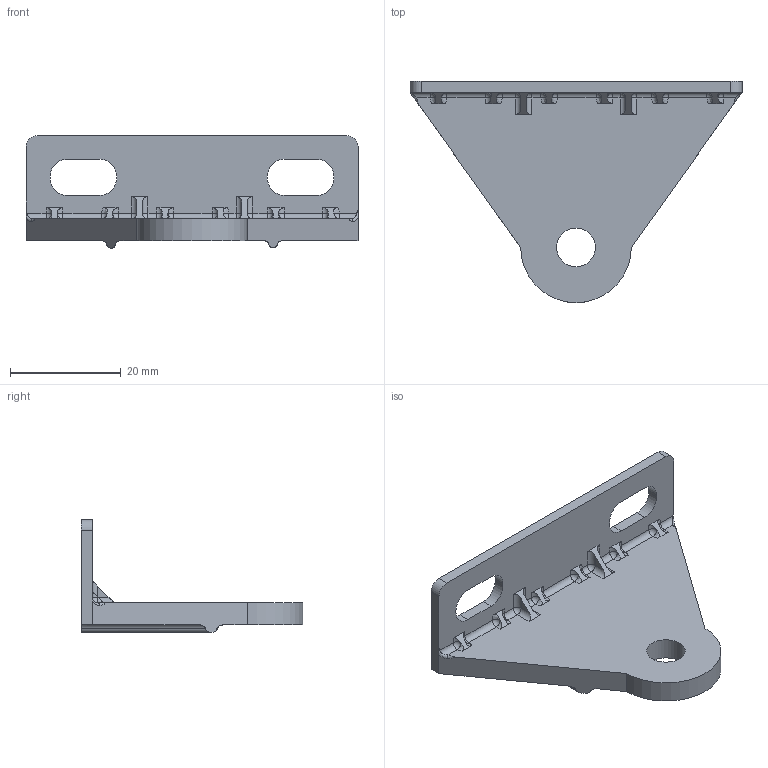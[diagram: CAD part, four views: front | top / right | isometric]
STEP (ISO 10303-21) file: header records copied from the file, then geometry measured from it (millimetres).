
FILE_DESCRIPTION(/* description */ (''),/* implementation_level */ '2;1');
FILE_NAME(/* name */ 'Gear Rotary Encoder Bracket.step',/* time_stamp */ '2025-05-31T10:59:54+12:00',/* author */ (''),/* organization */ (''),/* preprocessor_version */ 'ST-DEVELOPER v20.1',/* originating_system */ 'Autodesk Translation Framework v14.10.0.0',/* authorisation */ '');
FILE_SCHEMA (('AUTOMOTIVE_DESIGN { 1 0 10303 214 3 1 1 }'));
Length unit declared in the file: millimetre
Products named in the file (1): desk gears
Bounding box: 60 x 40 x 20.32 mm (x, y, z)
Volume: 7087.7 mm3; surface area: 5233.9 mm2
Topology: 1 solids, 1 shells, 112 faces, 289 edges, 180 vertices
Faces by surface type: cylinder 48, plane 32, bspline 16, sphere 16
Full cylindrical faces by diameter (mm): 2 x1, 7 x1
Entity records: 4163 total; most frequent: CARTESIAN_POINT 1416, ORIENTED_EDGE 578, DIRECTION 567, EDGE_CURVE 289, AXIS2_PLACEMENT_3D 211, VERTEX_POINT 180, LINE 145, VECTOR 145
